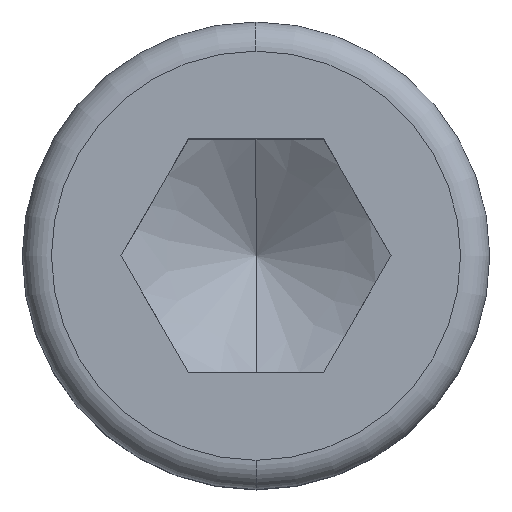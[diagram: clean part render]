
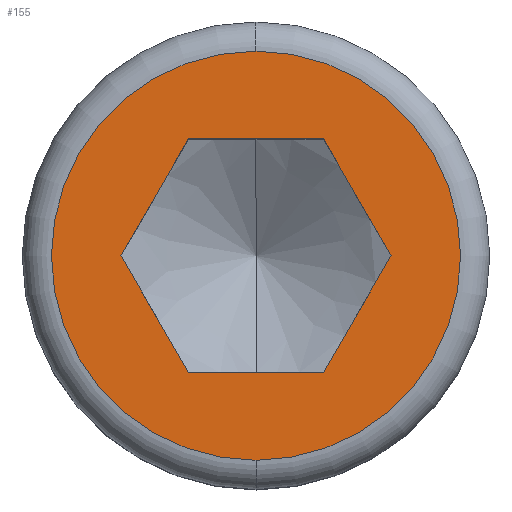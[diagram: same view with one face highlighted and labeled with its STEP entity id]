
A CAD part, top view. The second image highlights one B-rep face of the part: STEP entity #155.
In plain terms, the highlighted planar face has unit normal (0, 0, 1).
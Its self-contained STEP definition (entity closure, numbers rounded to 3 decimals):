
#155=ADVANCED_FACE('',(#392,#393),#394,.T.);
#185=EDGE_CURVE('',#253,#299,#428,.T.);
#213=EDGE_CURVE('',#277,#261,#458,.T.);
#235=EDGE_CURVE('',#307,#257,#482,.T.);
#253=VERTEX_POINT('',#503);
#255=EDGE_CURVE('',#261,#307,#505,.T.);
#257=VERTEX_POINT('',#507);
#261=VERTEX_POINT('',#511);
#263=EDGE_CURVE('',#311,#277,#513,.T.);
#277=VERTEX_POINT('',#529);
#295=EDGE_CURVE('',#339,#311,#548,.T.);
#299=VERTEX_POINT('',#552);
#307=VERTEX_POINT('',#561);
#311=VERTEX_POINT('',#565);
#323=EDGE_CURVE('',#299,#253,#577,.T.);
#339=VERTEX_POINT('',#596);
#353=EDGE_CURVE('',#257,#339,#613,.T.);
#392=FACE_BOUND('',#655,.T.);
#393=FACE_OUTER_BOUND('',#656,.T.);
#394=PLANE('',#657);
#428=CIRCLE('',#711,7.0);
#458=LINE('',#761,#762);
#482=LINE('',#818,#819);
#503=CARTESIAN_POINT('',(0.,-7.,10.));
#505=LINE('',#850,#851);
#507=CARTESIAN_POINT('',(4.62,0.,10.));
#511=CARTESIAN_POINT('',(-2.31,4.001,10.));
#513=LINE('',#861,#862);
#529=CARTESIAN_POINT('',(-4.62,0.,10.));
#548=LINE('',#916,#917);
#552=CARTESIAN_POINT('',(0.,7.,10.));
#561=CARTESIAN_POINT('',(2.31,4.001,10.));
#565=CARTESIAN_POINT('',(-2.31,-4.001,10.));
#577=CIRCLE('',#966,7.0);
#596=CARTESIAN_POINT('',(2.31,-4.001,10.));
#613=LINE('',#1007,#1008);
#655=EDGE_LOOP('',(#1040,#1041,#1042,#1043,#1044,#1045));
#656=EDGE_LOOP('',(#1046,#1047));
#657=AXIS2_PLACEMENT_3D('',#1048,#1049,#1050);
#711=AXIS2_PLACEMENT_3D('',#1100,#1101,#1102);
#761=CARTESIAN_POINT('',(-2.888,3.001,10.));
#762=VECTOR('',#1126,1.0);
#818=CARTESIAN_POINT('',(4.043,1.,10.));
#819=VECTOR('',#1146,1.0);
#850=CARTESIAN_POINT('',(1.155,4.001,10.));
#851=VECTOR('',#1175,1.0);
#861=CARTESIAN_POINT('',(-4.043,-1.,10.));
#862=VECTOR('',#1179,1.0);
#916=CARTESIAN_POINT('',(-1.155,-4.001,10.));
#917=VECTOR('',#1216,1.0);
#966=AXIS2_PLACEMENT_3D('',#1237,#1238,#1239);
#1007=CARTESIAN_POINT('',(2.888,-3.001,10.));
#1008=VECTOR('',#1284,1.0);
#1040=ORIENTED_EDGE('',*,*,#263,.T.);
#1041=ORIENTED_EDGE('',*,*,#213,.T.);
#1042=ORIENTED_EDGE('',*,*,#255,.T.);
#1043=ORIENTED_EDGE('',*,*,#235,.T.);
#1044=ORIENTED_EDGE('',*,*,#353,.T.);
#1045=ORIENTED_EDGE('',*,*,#295,.T.);
#1046=ORIENTED_EDGE('',*,*,#185,.T.);
#1047=ORIENTED_EDGE('',*,*,#323,.T.);
#1048=CARTESIAN_POINT('',(0.,-6.31,10.));
#1049=DIRECTION('',(0.0,0.0,1.0));
#1050=DIRECTION('',(0.,-1.0,0.0));
#1100=CARTESIAN_POINT('',(0.,0.,10.));
#1101=DIRECTION('',(0.0,0.0,1.0));
#1102=DIRECTION('',(-1.0,0.0,0.0));
#1126=DIRECTION('',(0.5,0.866,0.0));
#1146=DIRECTION('',(0.5,-0.866,0.0));
#1175=DIRECTION('',(1.0,0.0,0.0));
#1179=DIRECTION('',(-0.5,0.866,0.0));
#1216=DIRECTION('',(-1.0,0.0,0.0));
#1237=CARTESIAN_POINT('',(0.,0.,10.));
#1238=DIRECTION('',(0.0,0.0,1.0));
#1239=DIRECTION('',(-1.0,0.0,0.0));
#1284=DIRECTION('',(-0.5,-0.866,0.0));
